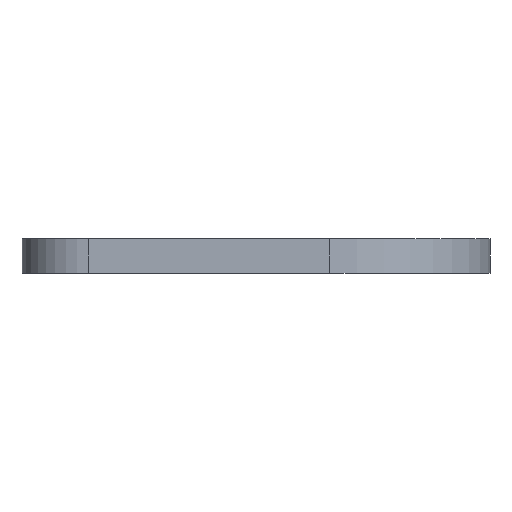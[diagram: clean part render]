
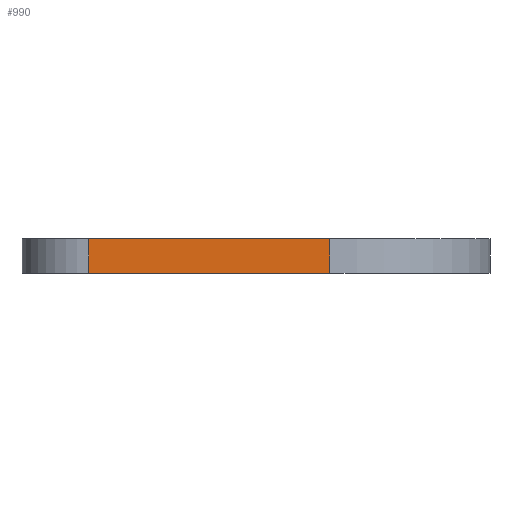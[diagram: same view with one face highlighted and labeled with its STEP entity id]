
A CAD part, left-side view. The second image highlights one B-rep face of the part: STEP entity #990.
In plain terms, the highlighted planar face has unit normal (-1, 0, 0).
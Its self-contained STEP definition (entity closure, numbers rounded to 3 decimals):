
#76=PLANE('',#1082);
#125=FACE_OUTER_BOUND('',#188,.T.);
#188=EDGE_LOOP('',(#826,#827,#828,#829));
#256=LINE('',#1592,#350);
#275=LINE('',#1686,#369);
#276=LINE('',#1690,#370);
#277=LINE('',#1691,#371);
#350=VECTOR('',#1201,10.);
#369=VECTOR('',#1238,10.);
#370=VECTOR('',#1243,10.);
#371=VECTOR('',#1244,10.);
#478=VERTEX_POINT('',#1589);
#479=VERTEX_POINT('',#1591);
#505=VERTEX_POINT('',#1685);
#506=VERTEX_POINT('',#1689);
#589=EDGE_CURVE('',#478,#479,#256,.T.);
#620=EDGE_CURVE('',#505,#478,#275,.T.);
#622=EDGE_CURVE('',#506,#479,#276,.T.);
#623=EDGE_CURVE('',#505,#506,#277,.T.);
#826=ORIENTED_EDGE('',*,*,#622,.T.);
#827=ORIENTED_EDGE('',*,*,#589,.F.);
#828=ORIENTED_EDGE('',*,*,#620,.F.);
#829=ORIENTED_EDGE('',*,*,#623,.T.);
#990=ADVANCED_FACE('',(#125),#76,.T.);
#1082=AXIS2_PLACEMENT_3D('',#1688,#1241,#1242);
#1201=DIRECTION('',(0.,-1.,0.));
#1238=DIRECTION('',(0.,0.,1.));
#1241=DIRECTION('center_axis',(-1.,0.,0.));
#1242=DIRECTION('ref_axis',(0.,-1.,0.));
#1243=DIRECTION('',(0.,0.,1.));
#1244=DIRECTION('',(0.,-1.,0.));
#1589=CARTESIAN_POINT('',(0.,30.,2.6));
#1591=CARTESIAN_POINT('',(0.,12.,2.6));
#1592=CARTESIAN_POINT('',(0.,30.,2.6));
#1685=CARTESIAN_POINT('',(0.,30.,0.));
#1686=CARTESIAN_POINT('',(0.,30.,1.2));
#1688=CARTESIAN_POINT('Origin',(0.,30.,1.2));
#1689=CARTESIAN_POINT('',(0.,12.,0.));
#1690=CARTESIAN_POINT('',(0.,12.,1.2));
#1691=CARTESIAN_POINT('',(0.,30.,0.));
